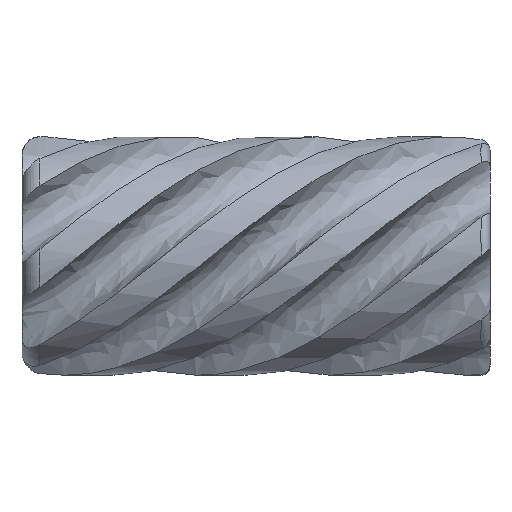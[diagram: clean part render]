
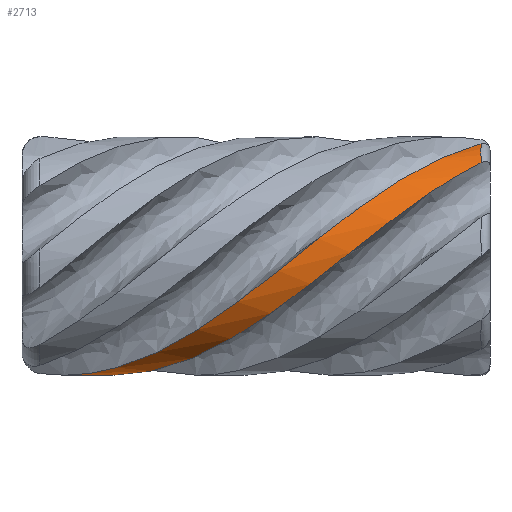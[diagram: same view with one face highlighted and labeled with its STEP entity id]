
A CAD part, left-side view. The second image highlights one B-rep face of the part: STEP entity #2713.
In plain terms, the highlighted cylindrical face has radius 8.613 mm (diameter 17.225 mm), a partial arc.
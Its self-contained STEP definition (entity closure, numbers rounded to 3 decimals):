
#105 = CARTESIAN_POINT ( 'NONE',  ( -0.016, 23.416, -8.603 ) ) ;
#108 = CARTESIAN_POINT ( 'NONE',  ( -8.576, 8.73, 1.084 ) ) ;
#359 = AXIS2_PLACEMENT_3D ( 'NONE', #946, #2891, #2233 ) ;
#421 = CARTESIAN_POINT ( 'NONE',  ( -6.971, 16.88, -5.095 ) ) ;
#440 = CARTESIAN_POINT ( 'NONE',  ( -8.497, 4.557, 1.57 ) ) ;
#443 = CARTESIAN_POINT ( 'NONE',  ( -5.12, -0.082, 6.964 ) ) ;
#454 = CARTESIAN_POINT ( 'NONE',  ( -0.016, 29.915, -8.603 ) ) ;
#464 = CARTESIAN_POINT ( 'NONE',  ( -2.021, 24.379, -8.382 ) ) ;
#518 = CARTESIAN_POINT ( 'NONE',  ( -7.427, 12.342, -4.401 ) ) ;
#535 = LINE ( 'NONE', #454, #2848 ) ;
#539 = CARTESIAN_POINT ( 'NONE',  ( -5.733, 15.669, -6.447 ) ) ;
#561 = CARTESIAN_POINT ( 'NONE',  ( -8.415, 9.009, -1.945 ) ) ;
#755 = CARTESIAN_POINT ( 'NONE',  ( -8.624, 9.357, 0.586 ) ) ;
#778 = CARTESIAN_POINT ( 'NONE',  ( -1.022, 25.628, -8.559 ) ) ;
#797 = CARTESIAN_POINT ( 'NONE',  ( -2.918, -3.235, 8.118 ) ) ;
#817 = CARTESIAN_POINT ( 'NONE',  ( -4.71, -0.713, 7.247 ) ) ;
#829 = CARTESIAN_POINT ( 'NONE',  ( -1.793, 21.204, -8.43 ) ) ;
#848 = CARTESIAN_POINT ( 'NONE',  ( -7.63, 1.216, 4.059 ) ) ;
#927 = VERTEX_POINT ( 'NONE', #3135 ) ;
#946 = CARTESIAN_POINT ( 'NONE',  ( -0.016, 29.915, 0.009 ) ) ;
#978 = EDGE_CURVE ( 'NONE', #927, #1058, #3443, .T. ) ;
#1030 = CARTESIAN_POINT ( 'NONE',  ( -2.918, -3.235, 8.118 ) ) ;
#1058 = VERTEX_POINT ( 'NONE', #1030 ) ;
#1071 = AXIS2_PLACEMENT_3D ( 'NONE', #1902, #3834, #1185 ) ;
#1083 = VERTEX_POINT ( 'NONE', #3209 ) ;
#1104 = CARTESIAN_POINT ( 'NONE',  ( -4.789, 20.63, -7.177 ) ) ;
#1124 = CARTESIAN_POINT ( 'NONE',  ( -8.632, 10.612, -0.416 ) ) ;
#1147 = CARTESIAN_POINT ( 'NONE',  ( -8.593, 11.24, -0.921 ) ) ;
#1157 = CARTESIAN_POINT ( 'NONE',  ( -0.462, 22.863, -8.603 ) ) ;
#1177 = CARTESIAN_POINT ( 'NONE',  ( -6.367, 14.562, -5.825 ) ) ;
#1185 = DIRECTION ( 'NONE',  ( 0., 0., 1. ) ) ;
#1212 = ORIENTED_EDGE ( 'NONE', *, *, #2244, .T. ) ;
#1399 = CARTESIAN_POINT ( 'NONE',  ( -5.203, 20.008, -6.884 ) ) ;
#1442 = CARTESIAN_POINT ( 'NONE',  ( -6.247, 1.808, 5.975 ) ) ;
#1463 = CARTESIAN_POINT ( 'NONE',  ( -8.393, 7.473, 2.072 ) ) ;
#1519 = CARTESIAN_POINT ( 'NONE',  ( -5.731, -2.677, 6.467 ) ) ;
#1717 = CARTESIAN_POINT ( 'NONE',  ( -5.891, 1.18, 6.327 ) ) ;
#1761 = CARTESIAN_POINT ( 'NONE',  ( -7.258, 16.251, -4.679 ) ) ;
#1781 = CARTESIAN_POINT ( 'NONE',  ( -7.964, 14.376, -3.346 ) ) ;
#1788 = DIRECTION ( 'NONE',  ( 0., -1., 0. ) ) ;
#1792 = CARTESIAN_POINT ( 'NONE',  ( -8.612, 5.671, 0.694 ) ) ;
#1812 = CARTESIAN_POINT ( 'NONE',  ( -7.413, 0.663, 4.443 ) ) ;
#1837 = CARTESIAN_POINT ( 'NONE',  ( -8.572, 7.896, -1.072 ) ) ;
#1902 = CARTESIAN_POINT ( 'NONE',  ( -0.016, -3.235, 0.009 ) ) ;
#1946 = EDGE_CURVE ( 'NONE', #1058, #1083, #2552, .T. ) ;
#2010 = CARTESIAN_POINT ( 'NONE',  ( -6.895, 3.069, 5.216 ) ) ;
#2027 = CARTESIAN_POINT ( 'NONE',  ( -8.017, 10.675, -3.209 ) ) ;
#2032 = CARTESIAN_POINT ( 'NONE',  ( -0.52, 26.251, -8.603 ) ) ;
#2053 = CARTESIAN_POINT ( 'NONE',  ( -0.016, 26.873, -8.603 ) ) ;
#2076 = CARTESIAN_POINT ( 'NONE',  ( -8.259, 6.844, 2.554 ) ) ;
#2098 = ORIENTED_EDGE ( 'NONE', *, *, #3048, .T. ) ;
#2109 = CARTESIAN_POINT ( 'NONE',  ( -6.66, 14.005, -5.489 ) ) ;
#2233 = DIRECTION ( 'NONE',  ( 0., 0., -1. ) ) ;
#2244 = EDGE_CURVE ( 'NONE', #3377, #927, #3712, .T. ) ;
#2349 = CARTESIAN_POINT ( 'NONE',  ( -7.187, 3.698, 4.805 ) ) ;
#2414 = CARTESIAN_POINT ( 'NONE',  ( -6.328, 18.13, -5.872 ) ) ;
#2438 = CARTESIAN_POINT ( 'NONE',  ( -3.387, -2.604, 7.95 ) ) ;
#2449 = CARTESIAN_POINT ( 'NONE',  ( -8.407, 4., 2. ) ) ;
#2470 = CARTESIAN_POINT ( 'NONE',  ( -4.668, 17.332, -7.252 ) ) ;
#2492 = CARTESIAN_POINT ( 'NONE',  ( -6.924, -0.448, 5.171 ) ) ;
#2552 = B_SPLINE_CURVE_WITH_KNOTS ( 'NONE', 3,
 ( #797, #2438, #4041, #817, #443, #1717, #1442, #2010, #2349, #3051, #3008, #2076, #1463, #108, #755, #1124, #1147, #3979, #3303, #1781, #2757, #1761, #421, #2414, #3029, #1399, #1104, #3687, #3644, #2737, #464, #778, #2032, #2053 ),
 .UNSPECIFIED., .F., .F.,
 ( 4, 2, 2, 2, 2, 2, 2, 2, 2, 2, 2, 2, 2, 2, 2, 2, 4 ),
 ( 0.001, 0.003, 0.006, 0.008, 0.01, 0.013, 0.015, 0.018, 0.02, 0.023, 0.025, 0.027, 0.03, 0.032, 0.035, 0.037, 0.039 ),
 .UNSPECIFIED. ) ;
#2555 = FACE_OUTER_BOUND ( 'NONE', #2624, .T. ) ;
#2624 = EDGE_LOOP ( 'NONE', ( #3305, #2098, #1212, #3767 ) ) ;
#2667 = CARTESIAN_POINT ( 'NONE',  ( -8.616, 7.34, -0.631 ) ) ;
#2691 = CARTESIAN_POINT ( 'NONE',  ( -3.491, 18.99, -7.884 ) ) ;
#2713 = ADVANCED_FACE ( 'NONE', ( #2555 ), #3846, .T. ) ;
#2737 = CARTESIAN_POINT ( 'NONE',  ( -2.509, 23.754, -8.25 ) ) ;
#2757 = CARTESIAN_POINT ( 'NONE',  ( -7.755, 15.001, -3.804 ) ) ;
#2771 = CARTESIAN_POINT ( 'NONE',  ( -4.286, 17.884, -7.484 ) ) ;
#2813 = CARTESIAN_POINT ( 'NONE',  ( -6.652, -1.004, 5.516 ) ) ;
#2848 = VECTOR ( 'NONE', #1788, 1000. ) ;
#2891 = DIRECTION ( 'NONE',  ( 0., -1., 0. ) ) ;
#3008 = CARTESIAN_POINT ( 'NONE',  ( -7.909, 5.588, 3.49 ) ) ;
#3029 = CARTESIAN_POINT ( 'NONE',  ( -5.973, 18.754, -6.231 ) ) ;
#3048 = EDGE_CURVE ( 'NONE', #1083, #3377, #535, .T. ) ;
#3051 = CARTESIAN_POINT ( 'NONE',  ( -7.693, 4.958, 3.945 ) ) ;
#3082 = CARTESIAN_POINT ( 'NONE',  ( -8.159, 2.888, 2.848 ) ) ;
#3126 = CARTESIAN_POINT ( 'NONE',  ( -0.91, 22.312, -8.568 ) ) ;
#3135 = CARTESIAN_POINT ( 'NONE',  ( -5.387, -3.235, 6.742 ) ) ;
#3209 = CARTESIAN_POINT ( 'NONE',  ( -0.016, 26.873, -8.603 ) ) ;
#3303 = CARTESIAN_POINT ( 'NONE',  ( -8.301, 13.119, -2.397 ) ) ;
#3305 = ORIENTED_EDGE ( 'NONE', *, *, #1946, .T. ) ;
#3324 = CARTESIAN_POINT ( 'NONE',  ( -7.84, 11.231, -3.618 ) ) ;
#3377 = VERTEX_POINT ( 'NONE', #4048 ) ;
#3443 = CIRCLE ( 'NONE', #1071, 8.613 ) ;
#3449 = CARTESIAN_POINT ( 'NONE',  ( -8.304, 9.565, -2.372 ) ) ;
#3617 = CARTESIAN_POINT ( 'NONE',  ( -2.227, 20.651, -8.327 ) ) ;
#3638 = CARTESIAN_POINT ( 'NONE',  ( -7.19, 12.895, -4.777 ) ) ;
#3644 = CARTESIAN_POINT ( 'NONE',  ( -3.458, 22.506, -7.902 ) ) ;
#3687 = CARTESIAN_POINT ( 'NONE',  ( -3.919, 21.88, -7.685 ) ) ;
#3712 = B_SPLINE_CURVE_WITH_KNOTS ( 'NONE', 3,
 ( #105, #1157, #3126, #829, #3617, #4074, #2691, #2771, #2470, #4033, #539, #1177, #2109, #3638, #518, #3324, #2027, #3449, #561, #1837, #2667, #3954, #1792, #440, #2449, #3082, #3743, #848, #1812, #2492, #2813, #4095, #1519, #3785 ),
 .UNSPECIFIED., .F., .F.,
 ( 4, 2, 2, 2, 2, 2, 2, 2, 2, 2, 2, 2, 2, 2, 2, 2, 4 ),
 ( 0.007, 0.009, 0.011, 0.013, 0.015, 0.017, 0.019, 0.022, 0.024, 0.026, 0.028, 0.03, 0.032, 0.034, 0.037, 0.039, 0.041 ),
 .UNSPECIFIED. ) ;
#3743 = CARTESIAN_POINT ( 'NONE',  ( -8.002, 2.329, 3.263 ) ) ;
#3767 = ORIENTED_EDGE ( 'NONE', *, *, #978, .T. ) ;
#3785 = CARTESIAN_POINT ( 'NONE',  ( -5.387, -3.235, 6.742 ) ) ;
#3834 = DIRECTION ( 'NONE',  ( 0., 1., 0. ) ) ;
#3846 = CYLINDRICAL_SURFACE ( 'NONE', #359, 8.613 ) ;
#3954 = CARTESIAN_POINT ( 'NONE',  ( -8.636, 6.227, 0.25 ) ) ;
#3979 = CARTESIAN_POINT ( 'NONE',  ( -8.427, 12.495, -1.909 ) ) ;
#4033 = CARTESIAN_POINT ( 'NONE',  ( -5.392, 16.221, -6.734 ) ) ;
#4041 = CARTESIAN_POINT ( 'NONE',  ( -3.841, -1.973, 7.742 ) ) ;
#4048 = CARTESIAN_POINT ( 'NONE',  ( -0.016, 23.416, -8.603 ) ) ;
#4074 = CARTESIAN_POINT ( 'NONE',  ( -3.078, 19.545, -8.053 ) ) ;
#4095 = CARTESIAN_POINT ( 'NONE',  ( -6.053, -2.119, 6.167 ) ) ;
